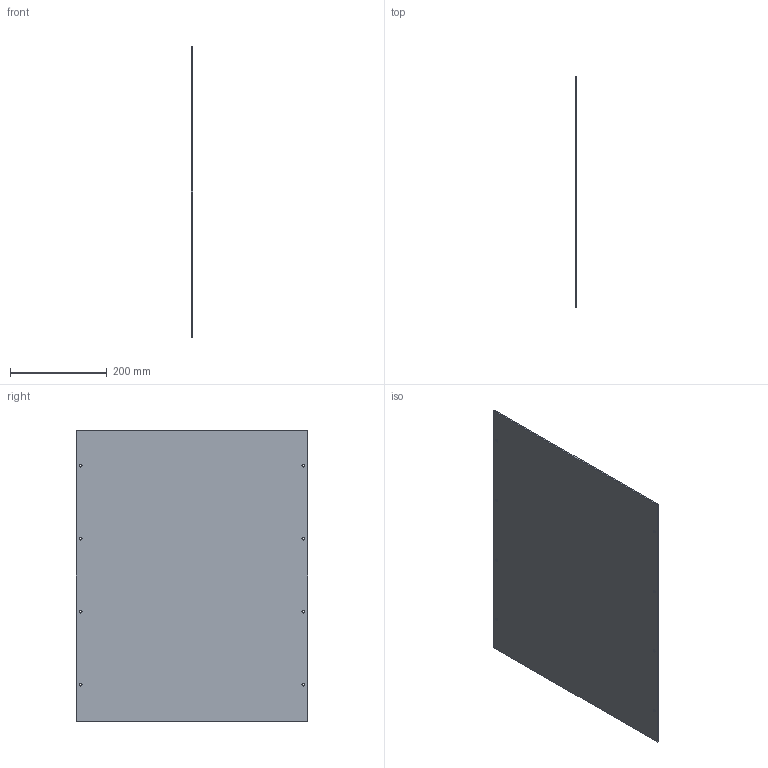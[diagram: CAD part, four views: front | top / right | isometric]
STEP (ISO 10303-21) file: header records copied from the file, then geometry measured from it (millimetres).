
FILE_DESCRIPTION(/* description */ (''),/* implementation_level */ '2;1');
FILE_NAME(/* name */ 'Glass.step',/* time_stamp */ '2023-09-05T12:07:46-05:00',/* author */ (''),/* organization */ (''),/* preprocessor_version */ 'ST-DEVELOPER v20',/* originating_system */ 'Autodesk Translation Framework v12.9.0.99',/* authorisation */ '');
FILE_SCHEMA (('AUTOMOTIVE_DESIGN { 1 0 10303 214 3 1 1 }'));
Length unit declared in the file: millimetre
Products named in the file (3): Candy machine V0.1; 5537T502_T-Slotted Framing; 5537T502_T-Slotted Framing (1)
Assembly tree (2 placements, depth 2):
  Candy machine V0.1
    5537T502_T-Slotted Framing
    5537T502_T-Slotted Framing (1)
Bounding box: 3 x 478 x 600 mm (x, y, z)
Volume: 859829.8 mm3; surface area: 580102.6 mm2
Topology: 1 solids, 1 shells, 14 faces, 36 edges, 24 vertices
Faces by surface type: cylinder 8, plane 6
Full cylindrical faces by diameter (mm): 5.5 x8
Entity records: 559 total; most frequent: DIRECTION 90, CARTESIAN_POINT 79, ORIENTED_EDGE 72, EDGE_CURVE 36, AXIS2_PLACEMENT_3D 35, EDGE_LOOP 30, VERTEX_POINT 24, LINE 20
